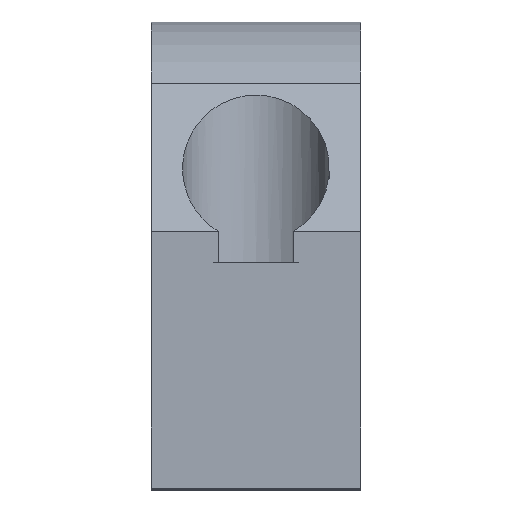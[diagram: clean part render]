
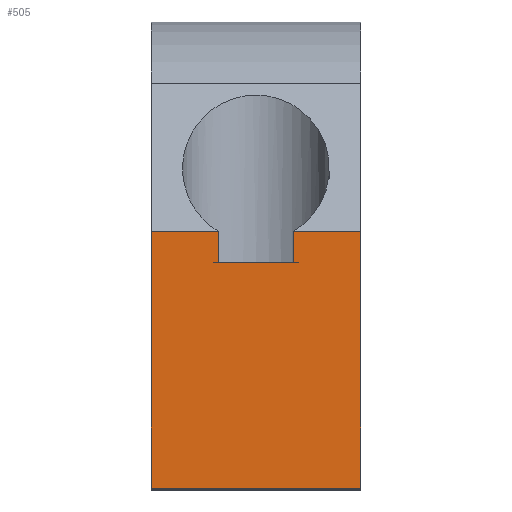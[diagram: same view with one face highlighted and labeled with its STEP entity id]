
A CAD part, top view. The second image highlights one B-rep face of the part: STEP entity #505.
In plain terms, the highlighted planar face has unit normal (0, 0, 1).
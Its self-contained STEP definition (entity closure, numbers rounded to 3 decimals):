
#3 = CARTESIAN_POINT ( 'NONE',  ( 0., -44.5, 48.347 ) ) ;
#55 = CARTESIAN_POINT ( 'NONE',  ( 6.394, -23., 48.347 ) ) ;
#94 = EDGE_CURVE ( 'NONE', #309, #319, #294, .T. ) ;
#126 = PLANE ( 'NONE',  #635 ) ;
#130 = CARTESIAN_POINT ( 'NONE',  ( 20., 0., 48.347 ) ) ;
#135 = DIRECTION ( 'NONE',  ( 0., 0., -1. ) ) ;
#141 = DIRECTION ( 'NONE',  ( 0., 1., 0. ) ) ;
#181 = CARTESIAN_POINT ( 'NONE',  ( 20., -20., 48.347 ) ) ;
#191 = VECTOR ( 'NONE', #637, 1000. ) ;
#193 = LINE ( 'NONE', #644, #191 ) ;
#203 = VECTOR ( 'NONE', #629, 1000. ) ;
#206 = VECTOR ( 'NONE', #626, 1000. ) ;
#207 = LINE ( 'NONE', #627, #203 ) ;
#209 = LINE ( 'NONE', #625, #206 ) ;
#212 = VECTOR ( 'NONE', #617, 1000. ) ;
#223 = VECTOR ( 'NONE', #602, 1000. ) ;
#224 = LINE ( 'NONE', #632, #212 ) ;
#226 = LINE ( 'NONE', #597, #223 ) ;
#244 = LINE ( 'NONE', #465, #246 ) ;
#246 = VECTOR ( 'NONE', #444, 1000. ) ;
#255 = CARTESIAN_POINT ( 'NONE',  ( 13.606, -20., 48.347 ) ) ;
#257 = DIRECTION ( 'NONE',  ( -1., 0., 0. ) ) ;
#269 = FACE_OUTER_BOUND ( 'NONE', #599, .T. ) ;
#273 = CARTESIAN_POINT ( 'NONE',  ( 20., -20., 48.347 ) ) ;
#294 = LINE ( 'NONE', #273, #317 ) ;
#309 = VERTEX_POINT ( 'NONE', #181 ) ;
#317 = VECTOR ( 'NONE', #257, 1000. ) ;
#319 = VERTEX_POINT ( 'NONE', #255 ) ;
#351 = LINE ( 'NONE', #611, #357 ) ;
#357 = VECTOR ( 'NONE', #729, 1000. ) ;
#387 = EDGE_CURVE ( 'NONE', #404, #398, #351, .T. ) ;
#396 = VERTEX_POINT ( 'NONE', #3 ) ;
#398 = VERTEX_POINT ( 'NONE', #731 ) ;
#403 = VERTEX_POINT ( 'NONE', #692 ) ;
#404 = VERTEX_POINT ( 'NONE', #55 ) ;
#408 = VERTEX_POINT ( 'NONE', #747 ) ;
#436 = CARTESIAN_POINT ( 'NONE',  ( 13.606, -23., 48.347 ) ) ;
#444 = DIRECTION ( 'NONE',  ( 0., -1., 0. ) ) ;
#462 = ORIENTED_EDGE ( 'NONE', *, *, #668, .F. ) ;
#464 = ORIENTED_EDGE ( 'NONE', *, *, #387, .T. ) ;
#465 = CARTESIAN_POINT ( 'NONE',  ( 20., 0., 48.347 ) ) ;
#466 = ORIENTED_EDGE ( 'NONE', *, *, #667, .T. ) ;
#467 = ORIENTED_EDGE ( 'NONE', *, *, #674, .T. ) ;
#468 = ORIENTED_EDGE ( 'NONE', *, *, #658, .F. ) ;
#472 = ORIENTED_EDGE ( 'NONE', *, *, #595, .F. ) ;
#476 = ORIENTED_EDGE ( 'NONE', *, *, #662, .T. ) ;
#482 = ORIENTED_EDGE ( 'NONE', *, *, #94, .T. ) ;
#505 = ADVANCED_FACE ( 'NONE', ( #269 ), #126, .F. ) ;
#560 = VERTEX_POINT ( 'NONE', #436 ) ;
#595 = EDGE_CURVE ( 'NONE', #309, #408, #244, .T. ) ;
#597 = CARTESIAN_POINT ( 'NONE',  ( 20., -44.5, 48.347 ) ) ;
#599 = EDGE_LOOP ( 'NONE', ( #462, #464, #466, #467, #468, #472, #482, #476 ) ) ;
#602 = DIRECTION ( 'NONE',  ( -1., 0., 0. ) ) ;
#611 = CARTESIAN_POINT ( 'NONE',  ( 6.394, -23., 48.347 ) ) ;
#617 = DIRECTION ( 'NONE',  ( 0., -1., 0. ) ) ;
#625 = CARTESIAN_POINT ( 'NONE',  ( 20., -20., 48.347 ) ) ;
#626 = DIRECTION ( 'NONE',  ( -1., 0., 0. ) ) ;
#627 = CARTESIAN_POINT ( 'NONE',  ( 20., -23., 48.347 ) ) ;
#629 = DIRECTION ( 'NONE',  ( 1., 0., 0. ) ) ;
#632 = CARTESIAN_POINT ( 'NONE',  ( 13.606, -23., 48.347 ) ) ;
#635 = AXIS2_PLACEMENT_3D ( 'NONE', #130, #135, #141 ) ;
#637 = DIRECTION ( 'NONE',  ( 0., -1., 0. ) ) ;
#644 = CARTESIAN_POINT ( 'NONE',  ( 0., 0., 48.347 ) ) ;
#658 = EDGE_CURVE ( 'NONE', #408, #396, #226, .T. ) ;
#662 = EDGE_CURVE ( 'NONE', #319, #560, #224, .T. ) ;
#667 = EDGE_CURVE ( 'NONE', #398, #403, #209, .T. ) ;
#668 = EDGE_CURVE ( 'NONE', #404, #560, #207, .T. ) ;
#674 = EDGE_CURVE ( 'NONE', #403, #396, #193, .T. ) ;
#692 = CARTESIAN_POINT ( 'NONE',  ( 0., -20., 48.347 ) ) ;
#729 = DIRECTION ( 'NONE',  ( 0., 1., 0. ) ) ;
#731 = CARTESIAN_POINT ( 'NONE',  ( 6.394, -20., 48.347 ) ) ;
#747 = CARTESIAN_POINT ( 'NONE',  ( 20., -44.5, 48.347 ) ) ;
